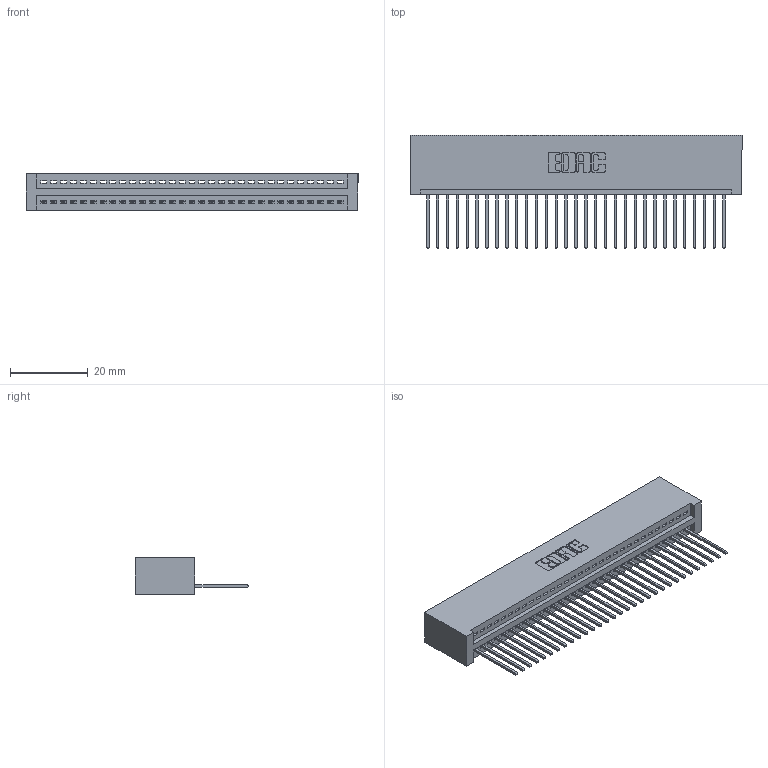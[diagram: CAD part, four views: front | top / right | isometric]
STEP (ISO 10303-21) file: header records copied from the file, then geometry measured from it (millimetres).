
FILE_DESCRIPTION (( 'STEP AP203' ), '1' );
FILE_NAME ('395-031-540-101.STEP', '2019-10-19T08:54:23', ( '' ), ( '' ), 'SwSTEP 2.0', 'SolidWorks 2016', '' );
FILE_SCHEMA (( 'CONFIG_CONTROL_DESIGN' ));
Length unit declared in the file: inch
Products named in the file (3): 395-031-540-101; 345 Part_No Mounting Lugs; 345-292-001_345-293-140
Assembly tree (32 placements, depth 2):
  395-031-540-101
    345 Part_No Mounting Lugs
    345-292-001_345-293-140  x31
Bounding box: 85.34 x 29.13 x 9.4 mm (x, y, z)
Volume: 8642.3 mm3; surface area: 11827.5 mm2
Topology: 32 solids, 32 shells, 1916 faces, 5773 edges, 3806 vertices
Faces by surface type: plane 1316, cylinder 600
Entity records: 24553 total; most frequent: CARTESIAN_POINT 4261, ORIENTED_EDGE 4226, DIRECTION 3731, EDGE_CURVE 2113, LINE 1865, VECTOR 1865, VERTEX_POINT 1406, AXIS2_PLACEMENT_3D 933
